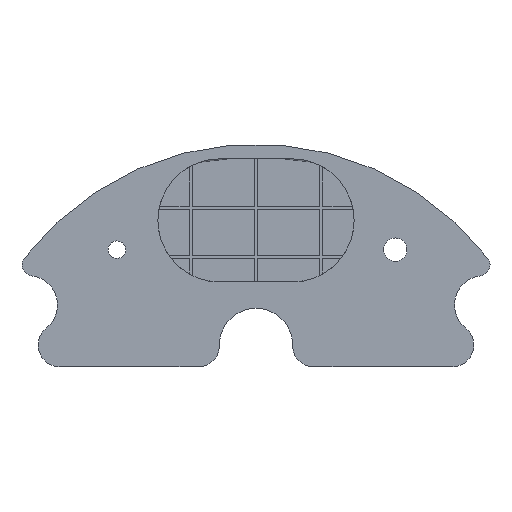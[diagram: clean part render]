
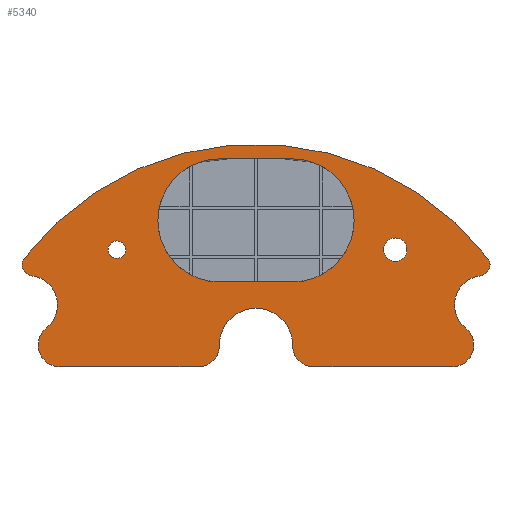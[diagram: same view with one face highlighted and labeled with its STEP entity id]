
A CAD part, front view. The second image highlights one B-rep face of the part: STEP entity #5340.
In plain terms, the highlighted planar face has unit normal (0, -1, 0).
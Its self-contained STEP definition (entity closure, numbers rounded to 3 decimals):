
#17=FACE_BOUND('',#406,.T.);
#18=FACE_BOUND('',#407,.T.);
#19=FACE_BOUND('',#408,.T.);
#134=FACE_OUTER_BOUND('',#405,.T.);
#405=EDGE_LOOP('',(#3684,#3685,#3686,#3687,#3688,#3689,#3690,#3691,#3692,
#3693,#3694,#3695));
#406=EDGE_LOOP('',(#3696));
#407=EDGE_LOOP('',(#3697));
#408=EDGE_LOOP('',(#3698,#3699,#3700,#3701));
#690=CIRCLE('',#5670,2.9);
#691=CIRCLE('',#5671,5.);
#692=CIRCLE('',#5672,2.9);
#693=CIRCLE('',#5673,3.);
#694=CIRCLE('',#5674,4.);
#695=CIRCLE('',#5675,1.5);
#696=CIRCLE('',#5676,39.9);
#697=CIRCLE('',#5677,1.5);
#698=CIRCLE('',#5678,4.);
#699=CIRCLE('',#5679,3.);
#700=CIRCLE('',#5680,1.2);
#701=CIRCLE('',#5681,1.6);
#702=CIRCLE('',#5682,8.4);
#703=CIRCLE('',#5683,8.4);
#981=LINE('',#7980,#1595);
#982=LINE('',#7995,#1596);
#983=LINE('',#8002,#1597);
#984=LINE('',#8006,#1598);
#1595=VECTOR('',#6375,10.);
#1596=VECTOR('',#6390,10.);
#1597=VECTOR('',#6395,10.);
#1598=VECTOR('',#6398,10.);
#2209=VERTEX_POINT('',#7972);
#2210=VERTEX_POINT('',#7973);
#2211=VERTEX_POINT('',#7975);
#2212=VERTEX_POINT('',#7977);
#2213=VERTEX_POINT('',#7979);
#2214=VERTEX_POINT('',#7981);
#2215=VERTEX_POINT('',#7983);
#2216=VERTEX_POINT('',#7985);
#2217=VERTEX_POINT('',#7987);
#2218=VERTEX_POINT('',#7989);
#2219=VERTEX_POINT('',#7991);
#2220=VERTEX_POINT('',#7993);
#2221=VERTEX_POINT('',#7996);
#2222=VERTEX_POINT('',#7998);
#2223=VERTEX_POINT('',#8000);
#2224=VERTEX_POINT('',#8001);
#2225=VERTEX_POINT('',#8003);
#2226=VERTEX_POINT('',#8005);
#2790=EDGE_CURVE('',#2209,#2210,#690,.T.);
#2791=EDGE_CURVE('',#2209,#2211,#691,.T.);
#2792=EDGE_CURVE('',#2212,#2211,#692,.T.);
#2793=EDGE_CURVE('',#2212,#2213,#981,.T.);
#2794=EDGE_CURVE('',#2214,#2213,#693,.T.);
#2795=EDGE_CURVE('',#2214,#2215,#694,.T.);
#2796=EDGE_CURVE('',#2216,#2215,#695,.T.);
#2797=EDGE_CURVE('',#2217,#2216,#696,.T.);
#2798=EDGE_CURVE('',#2218,#2217,#697,.T.);
#2799=EDGE_CURVE('',#2218,#2219,#698,.T.);
#2800=EDGE_CURVE('',#2220,#2219,#699,.T.);
#2801=EDGE_CURVE('',#2210,#2220,#982,.T.);
#2802=EDGE_CURVE('',#2221,#2221,#700,.T.);
#2803=EDGE_CURVE('',#2222,#2222,#701,.T.);
#2804=EDGE_CURVE('',#2223,#2224,#983,.T.);
#2805=EDGE_CURVE('',#2224,#2225,#702,.T.);
#2806=EDGE_CURVE('',#2225,#2226,#984,.T.);
#2807=EDGE_CURVE('',#2226,#2223,#703,.T.);
#3684=ORIENTED_EDGE('',*,*,#2790,.F.);
#3685=ORIENTED_EDGE('',*,*,#2791,.T.);
#3686=ORIENTED_EDGE('',*,*,#2792,.F.);
#3687=ORIENTED_EDGE('',*,*,#2793,.T.);
#3688=ORIENTED_EDGE('',*,*,#2794,.F.);
#3689=ORIENTED_EDGE('',*,*,#2795,.T.);
#3690=ORIENTED_EDGE('',*,*,#2796,.F.);
#3691=ORIENTED_EDGE('',*,*,#2797,.F.);
#3692=ORIENTED_EDGE('',*,*,#2798,.F.);
#3693=ORIENTED_EDGE('',*,*,#2799,.T.);
#3694=ORIENTED_EDGE('',*,*,#2800,.F.);
#3695=ORIENTED_EDGE('',*,*,#2801,.F.);
#3696=ORIENTED_EDGE('',*,*,#2802,.T.);
#3697=ORIENTED_EDGE('',*,*,#2803,.T.);
#3698=ORIENTED_EDGE('',*,*,#2804,.T.);
#3699=ORIENTED_EDGE('',*,*,#2805,.T.);
#3700=ORIENTED_EDGE('',*,*,#2806,.T.);
#3701=ORIENTED_EDGE('',*,*,#2807,.T.);
#5114=PLANE('',#5669);
#5340=ADVANCED_FACE('',(#134,#17,#18,#19),#5114,.F.);
#5669=AXIS2_PLACEMENT_3D('',#7971,#6367,#6368);
#5670=AXIS2_PLACEMENT_3D('',#7974,#6369,#6370);
#5671=AXIS2_PLACEMENT_3D('',#7976,#6371,#6372);
#5672=AXIS2_PLACEMENT_3D('',#7978,#6373,#6374);
#5673=AXIS2_PLACEMENT_3D('',#7982,#6376,#6377);
#5674=AXIS2_PLACEMENT_3D('',#7984,#6378,#6379);
#5675=AXIS2_PLACEMENT_3D('',#7986,#6380,#6381);
#5676=AXIS2_PLACEMENT_3D('',#7988,#6382,#6383);
#5677=AXIS2_PLACEMENT_3D('',#7990,#6384,#6385);
#5678=AXIS2_PLACEMENT_3D('',#7992,#6386,#6387);
#5679=AXIS2_PLACEMENT_3D('',#7994,#6388,#6389);
#5680=AXIS2_PLACEMENT_3D('',#7997,#6391,#6392);
#5681=AXIS2_PLACEMENT_3D('',#7999,#6393,#6394);
#5682=AXIS2_PLACEMENT_3D('',#8004,#6396,#6397);
#5683=AXIS2_PLACEMENT_3D('',#8007,#6399,#6400);
#6367=DIRECTION('center_axis',(0.,1.,0.));
#6368=DIRECTION('ref_axis',(1.,0.,0.));
#6369=DIRECTION('center_axis',(0.,1.,0.));
#6370=DIRECTION('ref_axis',(1.,0.,0.013));
#6371=DIRECTION('center_axis',(0.,1.,0.));
#6372=DIRECTION('ref_axis',(-1.,0.,-0.013));
#6373=DIRECTION('center_axis',(0.,1.,0.));
#6374=DIRECTION('ref_axis',(0.,0.,-1.));
#6375=DIRECTION('',(1.,0.,0.));
#6376=DIRECTION('center_axis',(0.,1.,0.));
#6377=DIRECTION('ref_axis',(0.624,0.,0.782));
#6378=DIRECTION('center_axis',(0.,1.,0.));
#6379=DIRECTION('ref_axis',(-0.624,0.,-0.782));
#6380=DIRECTION('center_axis',(0.,1.,0.));
#6381=DIRECTION('ref_axis',(0.793,0.,0.61));
#6382=DIRECTION('center_axis',(0.,1.,0.));
#6383=DIRECTION('ref_axis',(-0.793,0.,0.61));
#6384=DIRECTION('center_axis',(0.,1.,0.));
#6385=DIRECTION('ref_axis',(-0.119,0.,-0.993));
#6386=DIRECTION('center_axis',(0.,1.,0.));
#6387=DIRECTION('ref_axis',(0.119,0.,0.993));
#6388=DIRECTION('center_axis',(0.,1.,0.));
#6389=DIRECTION('ref_axis',(0.,0.,-1.));
#6390=DIRECTION('',(-1.,0.,0.));
#6391=DIRECTION('center_axis',(0.,1.,0.));
#6392=DIRECTION('ref_axis',(1.,0.,0.));
#6393=DIRECTION('center_axis',(0.,1.,0.));
#6394=DIRECTION('ref_axis',(1.,0.,0.));
#6395=DIRECTION('',(-1.,0.,0.));
#6396=DIRECTION('center_axis',(0.,1.,0.));
#6397=DIRECTION('ref_axis',(0.,0.,-1.));
#6398=DIRECTION('',(1.,0.,0.));
#6399=DIRECTION('center_axis',(0.,1.,0.));
#6400=DIRECTION('ref_axis',(0.,0.,1.));
#7971=CARTESIAN_POINT('Origin',(0.,0.,-4.789));
#7972=CARTESIAN_POINT('',(-5.,0.,-17.063));
#7973=CARTESIAN_POINT('',(-7.899,0.,-20.));
#7974=CARTESIAN_POINT('Origin',(-7.899,0.,-17.1));
#7975=CARTESIAN_POINT('',(5.,0.,-17.063));
#7976=CARTESIAN_POINT('Origin',(0.,0.,-17.));
#7977=CARTESIAN_POINT('',(7.899,0.,-20.));
#7978=CARTESIAN_POINT('Origin',(7.899,0.,-17.1));
#7979=CARTESIAN_POINT('',(26.724,0.,-20.));
#7980=CARTESIAN_POINT('',(7.899,0.,-20.));
#7981=CARTESIAN_POINT('',(28.595,0.,-14.655));
#7982=CARTESIAN_POINT('Origin',(26.724,0.,-17.));
#7983=CARTESIAN_POINT('',(30.616,0.,-7.557));
#7984=CARTESIAN_POINT('Origin',(31.09,0.,-11.529));
#7985=CARTESIAN_POINT('',(31.627,0.,-5.153));
#7986=CARTESIAN_POINT('Origin',(30.438,0.,-6.068));
#7987=CARTESIAN_POINT('',(-31.627,0.,-5.153));
#7988=CARTESIAN_POINT('Origin',(0.,0.,-29.479));
#7989=CARTESIAN_POINT('',(-30.616,0.,-7.557));
#7990=CARTESIAN_POINT('Origin',(-30.438,0.,-6.068));
#7991=CARTESIAN_POINT('',(-28.595,0.,-14.655));
#7992=CARTESIAN_POINT('Origin',(-31.09,0.,-11.529));
#7993=CARTESIAN_POINT('',(-26.724,0.,-20.));
#7994=CARTESIAN_POINT('Origin',(-26.724,0.,-17.));
#7995=CARTESIAN_POINT('',(-7.899,0.,-20.));
#7996=CARTESIAN_POINT('',(-20.2,0.,-4.));
#7997=CARTESIAN_POINT('Origin',(-19.,0.,-4.));
#7998=CARTESIAN_POINT('',(17.4,0.,-4.));
#7999=CARTESIAN_POINT('Origin',(19.,0.,-4.));
#8000=CARTESIAN_POINT('',(5.,0.,-8.4));
#8001=CARTESIAN_POINT('',(-5.,0.,-8.4));
#8002=CARTESIAN_POINT('',(2.5,0.,-8.4));
#8003=CARTESIAN_POINT('',(-5.,0.,8.4));
#8004=CARTESIAN_POINT('Origin',(-5.,0.,0.));
#8005=CARTESIAN_POINT('',(5.,0.,8.4));
#8006=CARTESIAN_POINT('',(-2.5,0.,8.4));
#8007=CARTESIAN_POINT('Origin',(5.,0.,0.));
